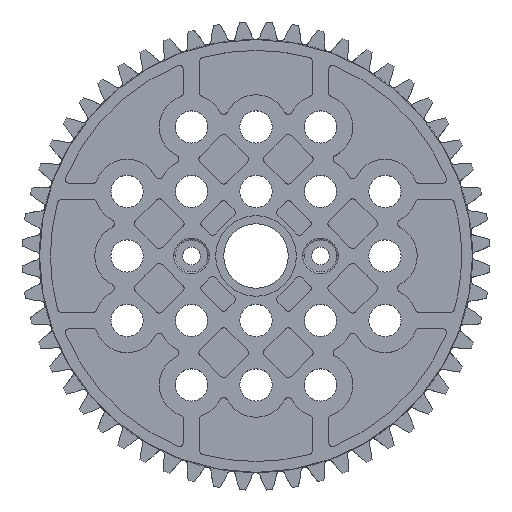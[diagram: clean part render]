
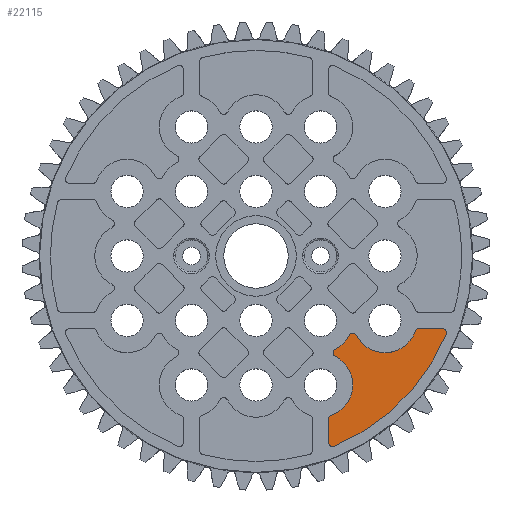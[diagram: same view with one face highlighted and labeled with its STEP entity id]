
A CAD part, top view. The second image highlights one B-rep face of the part: STEP entity #22115.
In plain terms, the highlighted planar face has unit normal (0, 0, 1).
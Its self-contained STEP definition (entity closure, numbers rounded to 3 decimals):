
#187 = ORIENTED_EDGE ( 'NONE', *, *, #12290, .T. ) ;
#198 = ORIENTED_EDGE ( 'NONE', *, *, #13900, .T. ) ;
#274 = DIRECTION ( 'NONE',  ( 0., 0., 1. ) ) ;
#421 = CARTESIAN_POINT ( 'NONE',  ( 9.333, -19.771, 2.75 ) ) ;
#436 = CIRCLE ( 'NONE', #25497, 0.5 ) ;
#471 = EDGE_CURVE ( 'NONE', #3500, #11986, #16794, .T. ) ;
#818 = AXIS2_PLACEMENT_3D ( 'NONE', #16999, #2935, #19341 ) ;
#1046 = DIRECTION ( 'NONE',  ( 0., 0., -1. ) ) ;
#1163 = CIRCLE ( 'NONE', #18619, 0.5 ) ;
#1349 = ORIENTED_EDGE ( 'NONE', *, *, #4256, .T. ) ;
#1987 = CIRCLE ( 'NONE', #22285, 0.5 ) ;
#2079 = ORIENTED_EDGE ( 'NONE', *, *, #16655, .T. ) ;
#2209 = ORIENTED_EDGE ( 'NONE', *, *, #24884, .F. ) ;
#2349 = VECTOR ( 'NONE', #5464, 1000. ) ;
#2373 = VERTEX_POINT ( 'NONE', #27115 ) ;
#2454 = CIRCLE ( 'NONE', #818, 4. ) ;
#2528 = EDGE_CURVE ( 'NONE', #9246, #25050, #14358, .T. ) ;
#2622 = EDGE_LOOP ( 'NONE', ( #28230, #1349, #2209, #2079, #5258, #198, #14623, #3047, #24891, #15387, #187, #11000, #11126, #5129, #19663 ) ) ;
#2935 = DIRECTION ( 'NONE',  ( 0., 0., -1. ) ) ;
#3020 = DIRECTION ( 'NONE',  ( 0., 0., 1. ) ) ;
#3047 = ORIENTED_EDGE ( 'NONE', *, *, #21637, .T. ) ;
#3092 = LINE ( 'NONE', #7901, #2349 ) ;
#3116 = VERTEX_POINT ( 'NONE', #22966 ) ;
#3500 = VERTEX_POINT ( 'NONE', #8583 ) ;
#3804 = DIRECTION ( 'NONE',  ( 0., 0., 1. ) ) ;
#4256 = EDGE_CURVE ( 'NONE', #10279, #6491, #22718, .T. ) ;
#4361 = CIRCLE ( 'NONE', #18503, 25.5 ) ;
#4409 = DIRECTION ( 'NONE',  ( 0., -1., 0. ) ) ;
#4698 = CARTESIAN_POINT ( 'NONE',  ( 9.562, -12., 2.75 ) ) ;
#5033 = DIRECTION ( 'NONE',  ( 0., 0., -1. ) ) ;
#5129 = ORIENTED_EDGE ( 'NONE', *, *, #471, .T. ) ;
#5258 = ORIENTED_EDGE ( 'NONE', *, *, #30047, .T. ) ;
#5464 = DIRECTION ( 'NONE',  ( -1., 0., 0. ) ) ;
#5661 = CARTESIAN_POINT ( 'NONE',  ( 23.125, -9.5, 2.75 ) ) ;
#5900 = EDGE_CURVE ( 'NONE', #16380, #3500, #2454, .T. ) ;
#5950 = CARTESIAN_POINT ( 'NONE',  ( 23.125, -9.5, 2.75 ) ) ;
#6491 = VERTEX_POINT ( 'NONE', #24445 ) ;
#7016 = CARTESIAN_POINT ( 'NONE',  ( 10.062, -12., 2.75 ) ) ;
#7199 = CIRCLE ( 'NONE', #13837, 4. ) ;
#7762 = AXIS2_PLACEMENT_3D ( 'NONE', #13409, #29801, #15776 ) ;
#7901 = CARTESIAN_POINT ( 'NONE',  ( 23.859, -9., 2.75 ) ) ;
#7990 = DIRECTION ( 'NONE',  ( 1., 0., 0. ) ) ;
#8297 = DIRECTION ( 'NONE',  ( 1., 0., 0. ) ) ;
#8583 = CARTESIAN_POINT ( 'NONE',  ( 12., -16., 2.75 ) ) ;
#8649 = EDGE_CURVE ( 'NONE', #15667, #16380, #14869, .T. ) ;
#8923 = AXIS2_PLACEMENT_3D ( 'NONE', #17070, #3020, #19413 ) ;
#8994 = CARTESIAN_POINT ( 'NONE',  ( 9., -23.859, 2.75 ) ) ;
#9170 = AXIS2_PLACEMENT_3D ( 'NONE', #13101, #3804, #20178 ) ;
#9246 = VERTEX_POINT ( 'NONE', #21554 ) ;
#9362 = DIRECTION ( 'NONE',  ( 1., 0., 0. ) ) ;
#9689 = AXIS2_PLACEMENT_3D ( 'NONE', #14301, #274, #16659 ) ;
#10069 = CARTESIAN_POINT ( 'NONE',  ( 0., 0., 2.75 ) ) ;
#10248 = EDGE_CURVE ( 'NONE', #19551, #15360, #15541, .T. ) ;
#10279 = VERTEX_POINT ( 'NONE', #18131 ) ;
#10329 = CARTESIAN_POINT ( 'NONE',  ( 11.556, -9.832, 2.75 ) ) ;
#10455 = CARTESIAN_POINT ( 'NONE',  ( 23.587, -9.69, 2.75 ) ) ;
#10563 = DIRECTION ( 'NONE',  ( 0., 0., -1. ) ) ;
#11000 = ORIENTED_EDGE ( 'NONE', *, *, #8649, .T. ) ;
#11126 = ORIENTED_EDGE ( 'NONE', *, *, #5900, .T. ) ;
#11896 = AXIS2_PLACEMENT_3D ( 'NONE', #15095, #1046, #17453 ) ;
#11986 = VERTEX_POINT ( 'NONE', #421 ) ;
#12165 = LINE ( 'NONE', #8994, #29399 ) ;
#12290 = EDGE_CURVE ( 'NONE', #29797, #15667, #436, .T. ) ;
#12408 = DIRECTION ( 'NONE',  ( -1., 0., 0. ) ) ;
#12520 = DIRECTION ( 'NONE',  ( 0., 0., 1. ) ) ;
#13101 = CARTESIAN_POINT ( 'NONE',  ( 0., 0., 2.75 ) ) ;
#13274 = VERTEX_POINT ( 'NONE', #25282 ) ;
#13409 = CARTESIAN_POINT ( 'NONE',  ( 12., -10.062, 2.75 ) ) ;
#13647 = CARTESIAN_POINT ( 'NONE',  ( 9.5, -20.243, 2.75 ) ) ;
#13837 = AXIS2_PLACEMENT_3D ( 'NONE', #24639, #10563, #26980 ) ;
#13900 = EDGE_CURVE ( 'NONE', #2373, #9246, #3092, .T. ) ;
#14053 = CARTESIAN_POINT ( 'NONE',  ( 12.444, -9.832, 2.75 ) ) ;
#14301 = CARTESIAN_POINT ( 'NONE',  ( 10.062, -12., 2.75 ) ) ;
#14358 = CIRCLE ( 'NONE', #8923, 0.5 ) ;
#14580 = AXIS2_PLACEMENT_3D ( 'NONE', #19045, #5033, #21431 ) ;
#14623 = ORIENTED_EDGE ( 'NONE', *, *, #2528, .T. ) ;
#14869 = CIRCLE ( 'NONE', #9689, 0.5 ) ;
#15095 = CARTESIAN_POINT ( 'NONE',  ( 16., -8., 2.75 ) ) ;
#15360 = VERTEX_POINT ( 'NONE', #10329 ) ;
#15387 = ORIENTED_EDGE ( 'NONE', *, *, #20011, .T. ) ;
#15541 = CIRCLE ( 'NONE', #7762, 0.5 ) ;
#15598 = EDGE_CURVE ( 'NONE', #3116, #10279, #12165, .T. ) ;
#15667 = VERTEX_POINT ( 'NONE', #4698 ) ;
#15776 = DIRECTION ( 'NONE',  ( 1., 0., 0. ) ) ;
#16015 = DIRECTION ( 'NONE',  ( 1., 0., 0. ) ) ;
#16380 = VERTEX_POINT ( 'NONE', #25457 ) ;
#16655 = EDGE_CURVE ( 'NONE', #26735, #13274, #20568, .T. ) ;
#16659 = DIRECTION ( 'NONE',  ( 1., 0., 0. ) ) ;
#16794 = CIRCLE ( 'NONE', #14580, 4. ) ;
#16999 = CARTESIAN_POINT ( 'NONE',  ( 8., -16., 2.75 ) ) ;
#17070 = CARTESIAN_POINT ( 'NONE',  ( 20.243, -9.5, 2.75 ) ) ;
#17453 = DIRECTION ( 'NONE',  ( -1., 0., 0. ) ) ;
#17832 = PLANE ( 'NONE',  #9170 ) ;
#18131 = CARTESIAN_POINT ( 'NONE',  ( 9., -23.125, 2.75 ) ) ;
#18503 = AXIS2_PLACEMENT_3D ( 'NONE', #10069, #26469, #12408 ) ;
#18531 = CIRCLE ( 'NONE', #11896, 4. ) ;
#18619 = AXIS2_PLACEMENT_3D ( 'NONE', #5661, #22042, #7990 ) ;
#18676 = CARTESIAN_POINT ( 'NONE',  ( 9.832, -11.556, 2.75 ) ) ;
#19045 = CARTESIAN_POINT ( 'NONE',  ( 8., -16., 2.75 ) ) ;
#19341 = DIRECTION ( 'NONE',  ( -1., 0., 0. ) ) ;
#19413 = DIRECTION ( 'NONE',  ( 1., 0., 0. ) ) ;
#19551 = VERTEX_POINT ( 'NONE', #14053 ) ;
#19663 = ORIENTED_EDGE ( 'NONE', *, *, #28120, .T. ) ;
#20011 = EDGE_CURVE ( 'NONE', #15360, #29797, #7199, .T. ) ;
#20178 = DIRECTION ( 'NONE',  ( -1., 0., 0. ) ) ;
#20568 = CIRCLE ( 'NONE', #21862, 0.5 ) ;
#21431 = DIRECTION ( 'NONE',  ( -1., 0., 0. ) ) ;
#21554 = CARTESIAN_POINT ( 'NONE',  ( 20.243, -9., 2.75 ) ) ;
#21637 = EDGE_CURVE ( 'NONE', #25050, #19551, #18531, .T. ) ;
#21862 = AXIS2_PLACEMENT_3D ( 'NONE', #5950, #22341, #8297 ) ;
#22042 = DIRECTION ( 'NONE',  ( 0., 0., 1. ) ) ;
#22115 = ADVANCED_FACE ( 'NONE', ( #27517 ), #17832, .T. ) ;
#22285 = AXIS2_PLACEMENT_3D ( 'NONE', #13647, #30019, #16015 ) ;
#22341 = DIRECTION ( 'NONE',  ( 0., 0., 1. ) ) ;
#22586 = CARTESIAN_POINT ( 'NONE',  ( 19.771, -9.333, 2.75 ) ) ;
#22718 = CIRCLE ( 'NONE', #26427, 0.5 ) ;
#22966 = CARTESIAN_POINT ( 'NONE',  ( 9., -20.243, 2.75 ) ) ;
#23404 = DIRECTION ( 'NONE',  ( 0., 0., 1. ) ) ;
#24445 = CARTESIAN_POINT ( 'NONE',  ( 9.69, -23.587, 2.75 ) ) ;
#24639 = CARTESIAN_POINT ( 'NONE',  ( 8., -8., 2.75 ) ) ;
#24884 = EDGE_CURVE ( 'NONE', #26735, #6491, #4361, .T. ) ;
#24891 = ORIENTED_EDGE ( 'NONE', *, *, #10248, .T. ) ;
#25050 = VERTEX_POINT ( 'NONE', #22586 ) ;
#25282 = CARTESIAN_POINT ( 'NONE',  ( 23.625, -9.5, 2.75 ) ) ;
#25457 = CARTESIAN_POINT ( 'NONE',  ( 9.832, -12.444, 2.75 ) ) ;
#25497 = AXIS2_PLACEMENT_3D ( 'NONE', #7016, #23404, #9362 ) ;
#26427 = AXIS2_PLACEMENT_3D ( 'NONE', #26576, #12520, #28920 ) ;
#26469 = DIRECTION ( 'NONE',  ( 0., 0., -1. ) ) ;
#26576 = CARTESIAN_POINT ( 'NONE',  ( 9.5, -23.125, 2.75 ) ) ;
#26735 = VERTEX_POINT ( 'NONE', #10455 ) ;
#26980 = DIRECTION ( 'NONE',  ( -1., 0., 0. ) ) ;
#27115 = CARTESIAN_POINT ( 'NONE',  ( 23.125, -9., 2.75 ) ) ;
#27517 = FACE_OUTER_BOUND ( 'NONE', #2622, .T. ) ;
#28120 = EDGE_CURVE ( 'NONE', #11986, #3116, #1987, .T. ) ;
#28230 = ORIENTED_EDGE ( 'NONE', *, *, #15598, .T. ) ;
#28920 = DIRECTION ( 'NONE',  ( 1., 0., 0. ) ) ;
#29399 = VECTOR ( 'NONE', #4409, 1000. ) ;
#29797 = VERTEX_POINT ( 'NONE', #18676 ) ;
#29801 = DIRECTION ( 'NONE',  ( 0., 0., 1. ) ) ;
#30019 = DIRECTION ( 'NONE',  ( 0., 0., 1. ) ) ;
#30047 = EDGE_CURVE ( 'NONE', #13274, #2373, #1163, .T. ) ;
